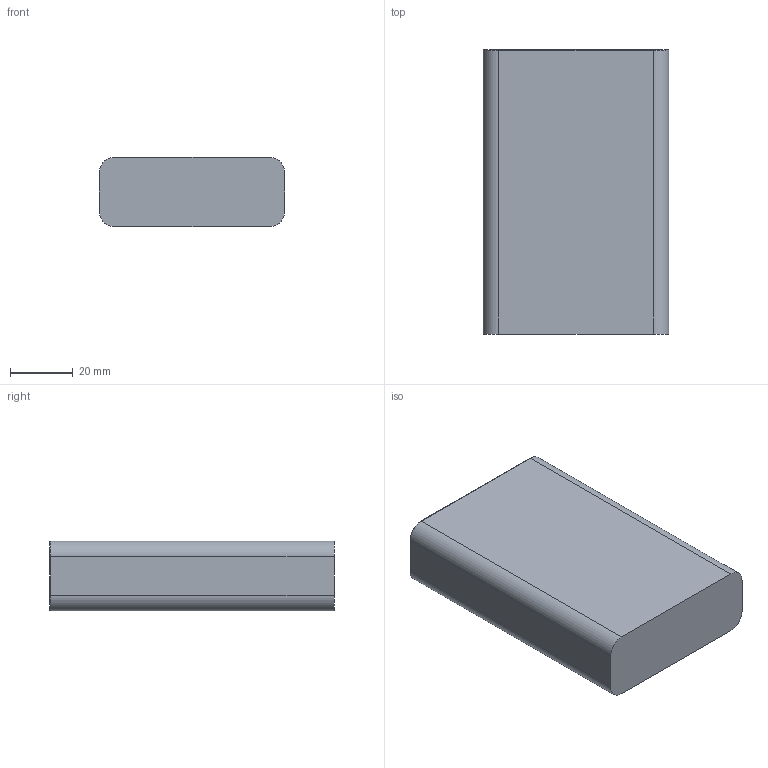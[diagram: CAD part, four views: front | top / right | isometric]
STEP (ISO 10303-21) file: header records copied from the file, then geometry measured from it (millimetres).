
FILE_DESCRIPTION (( 'STEP AP214' ), '1' );
FILE_NAME ('ASUSbatterybank.STEP', '2018-03-14T06:22:32', ( '' ), ( '' ), 'SwSTEP 2.0', 'SolidWorks 2016', '' );
FILE_SCHEMA (( 'AUTOMOTIVE_DESIGN' ));
Length unit declared in the file: millimetre
Products named in the file (1): ASUSbatterybank
Bounding box: 59.2 x 90.6 x 22.2 mm (x, y, z)
Volume: 116234.7 mm3; surface area: 17894 mm2
Topology: 2 solids, 2 shells, 74 faces, 175 edges, 113 vertices
Faces by surface type: cylinder 37, plane 26, torus 8, sphere 3
Entity records: 2333 total; most frequent: DIRECTION 413, CARTESIAN_POINT 400, ORIENTED_EDGE 350, EDGE_CURVE 175, AXIS2_PLACEMENT_3D 168, VERTEX_POINT 113, CIRCLE 93, EDGE_LOOP 82
